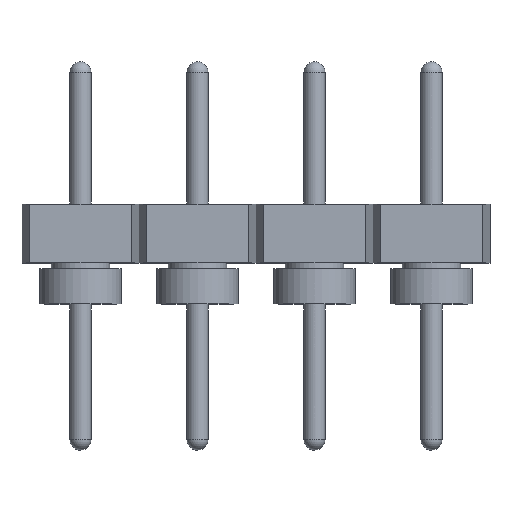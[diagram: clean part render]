
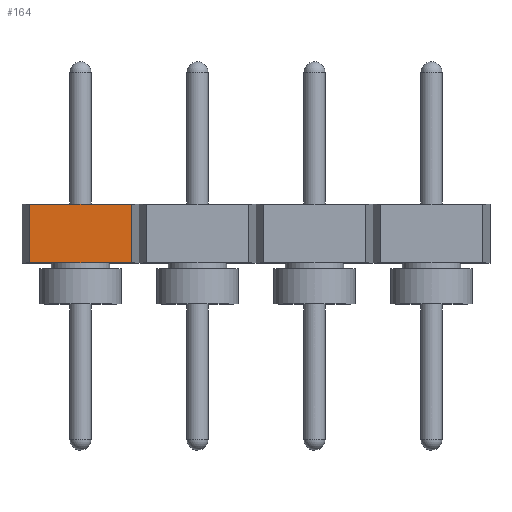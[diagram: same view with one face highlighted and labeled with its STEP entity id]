
A CAD part, top view. The second image highlights one B-rep face of the part: STEP entity #164.
In plain terms, the highlighted planar face has unit normal (0, 0, 1).
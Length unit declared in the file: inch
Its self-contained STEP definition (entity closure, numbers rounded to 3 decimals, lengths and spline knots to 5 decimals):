
#164 = ADVANCED_FACE( '', ( #316 ), #317, .F. );
#316 = FACE_OUTER_BOUND( '', #474, .T. );
#317 = PLANE( '', #475 );
#474 = EDGE_LOOP( '', ( #699, #700, #701, #702 ) );
#475 = AXIS2_PLACEMENT_3D( '', #703, #704, #705 );
#699 = ORIENTED_EDGE( '', *, *, #974, .T. );
#700 = ORIENTED_EDGE( '', *, *, #981, .F. );
#701 = ORIENTED_EDGE( '', *, *, #995, .F. );
#702 = ORIENTED_EDGE( '', *, *, #996, .T. );
#703 = CARTESIAN_POINT( '', ( 0.0067, 0.05, 0.048 ) );
#704 = DIRECTION( '', ( 0., 0., -1. ) );
#705 = DIRECTION( '', ( -1., 0., 0. ) );
#974 = EDGE_CURVE( '', #1150, #1148, #1151, .T. );
#981 = EDGE_CURVE( '', #1159, #1148, #1161, .T. );
#995 = EDGE_CURVE( '', #1180, #1159, #1181, .T. );
#996 = EDGE_CURVE( '', #1180, #1150, #1182, .T. );
#1148 = VERTEX_POINT( '', #1385 );
#1150 = VERTEX_POINT( '', #1388 );
#1151 = LINE( '', #1389, #1390 );
#1159 = VERTEX_POINT( '', #1400 );
#1161 = LINE( '', #1403, #1404 );
#1180 = VERTEX_POINT( '', #1430 );
#1181 = LINE( '', #1431, #1432 );
#1182 = LINE( '', #1433, #1434 );
#1385 = CARTESIAN_POINT( '', ( 0.0933, 0., 0.048 ) );
#1388 = CARTESIAN_POINT( '', ( 0.0067, 0., 0.048 ) );
#1389 = CARTESIAN_POINT( '', ( 0.0067, 0., 0.048 ) );
#1390 = VECTOR( '', #1602, 39.37008 );
#1400 = CARTESIAN_POINT( '', ( 0.0933, 0.05, 0.048 ) );
#1403 = CARTESIAN_POINT( '', ( 0.0933, 0.05, 0.048 ) );
#1404 = VECTOR( '', #1609, 39.37008 );
#1430 = CARTESIAN_POINT( '', ( 0.0067, 0.05, 0.048 ) );
#1431 = CARTESIAN_POINT( '', ( 0.0067, 0.05, 0.048 ) );
#1432 = VECTOR( '', #1620, 39.37008 );
#1433 = CARTESIAN_POINT( '', ( 0.0067, 0.05, 0.048 ) );
#1434 = VECTOR( '', #1621, 39.37008 );
#1602 = DIRECTION( '', ( 1., 0., 0. ) );
#1609 = DIRECTION( '', ( 0., -1., 0. ) );
#1620 = DIRECTION( '', ( 1., 0., 0. ) );
#1621 = DIRECTION( '', ( 0., -1., 0. ) );
